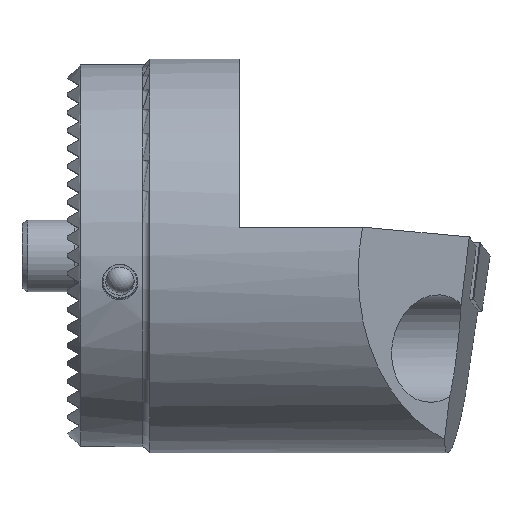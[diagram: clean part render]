
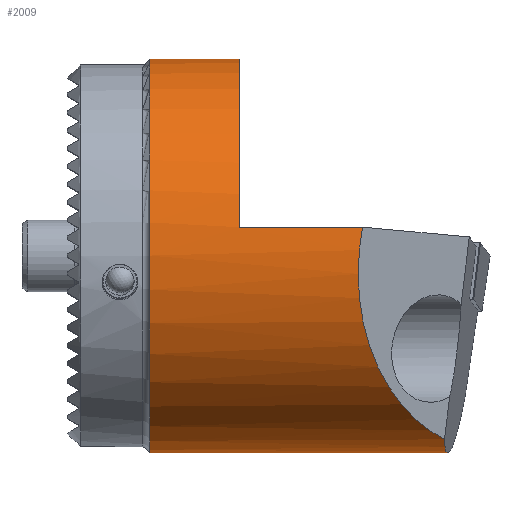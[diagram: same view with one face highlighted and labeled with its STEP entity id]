
A CAD part, top view. The second image highlights one B-rep face of the part: STEP entity #2009.
In plain terms, the highlighted cylindrical face has radius 16.5 mm (diameter 33 mm), a partial arc.
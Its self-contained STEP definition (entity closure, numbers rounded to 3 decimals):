
#56 = VECTOR ( 'NONE', #12535, 1000. ) ;
#551 = CARTESIAN_POINT ( 'NONE',  ( 6.492, 9.464, -13.516 ) ) ;
#648 = CARTESIAN_POINT ( 'NONE',  ( 13.164, 16.072, -3.755 ) ) ;
#692 = DIRECTION ( 'NONE',  ( -1., 0., 0. ) ) ;
#785 = CARTESIAN_POINT ( 'NONE',  ( 31.186, -15.376, 5.986 ) ) ;
#952 = AXIS2_PLACEMENT_3D ( 'NONE', #4637, #12529, #6575 ) ;
#1026 = CIRCLE ( 'NONE', #9076, 16.5 ) ;
#1405 =( BOUNDED_CURVE ( )  B_SPLINE_CURVE ( 3, ( #11998, #2113, #2156, #10054 ),
 .UNSPECIFIED., .F., .F. ) 
 B_SPLINE_CURVE_WITH_KNOTS ( ( 4, 4 ),
 ( 2.905, 4.249 ),
 .UNSPECIFIED. ) 
 CURVE ( )  GEOMETRIC_REPRESENTATION_ITEM ( )  RATIONAL_B_SPLINE_CURVE ( ( 1., 0.855, 0.855, 1. ) ) 
 REPRESENTATION_ITEM ( '' )  );
#1530 = CARTESIAN_POINT ( 'NONE',  ( -0.6, -16.5, 0. ) ) ;
#1552 = VERTEX_POINT ( 'NONE', #2692 ) ;
#1560 = VERTEX_POINT ( 'NONE', #7779 ) ;
#1587 = CARTESIAN_POINT ( 'NONE',  ( -0.6, 2.379, 16.328 ) ) ;
#1677 = ORIENTED_EDGE ( 'NONE', *, *, #7900, .T. ) ;
#1748 = CARTESIAN_POINT ( 'NONE',  ( 12.159, 15.007, -6.872 ) ) ;
#2009 = ADVANCED_FACE ( 'NONE', ( #11425 ), #11735, .T. ) ;
#2057 = VERTEX_POINT ( 'NONE', #551 ) ;
#2058 = CARTESIAN_POINT ( 'NONE',  ( 14., 2.379, 16.328 ) ) ;
#2113 = CARTESIAN_POINT ( 'NONE',  ( 22.839, -5.548, 17.483 ) ) ;
#2135 = EDGE_CURVE ( 'NONE', #1560, #12527, #8459, .T. ) ;
#2156 = CARTESIAN_POINT ( 'NONE',  ( 25.513, -12.47, 13.451 ) ) ;
#2230 = VERTEX_POINT ( 'NONE', #4992 ) ;
#2626 = DIRECTION ( 'NONE',  ( 0., 0., -1. ) ) ;
#2684 = CARTESIAN_POINT ( 'NONE',  ( 12.653, 15.774, -4.907 ) ) ;
#2692 = CARTESIAN_POINT ( 'NONE',  ( 12., 11.501, -11.831 ) ) ;
#2729 = CARTESIAN_POINT ( 'NONE',  ( 13.915, 16.489, -0.999 ) ) ;
#2732 = CARTESIAN_POINT ( 'NONE',  ( 12.098, 14.82, -7.266 ) ) ;
#2771 = CARTESIAN_POINT ( 'NONE',  ( 12., 13.963, -8.791 ) ) ;
#3066 = AXIS2_PLACEMENT_3D ( 'NONE', #11492, #8526, #2626 ) ;
#3132 = CARTESIAN_POINT ( 'NONE',  ( 11.861, 9.464, -13.516 ) ) ;
#3785 = VERTEX_POINT ( 'NONE', #10701 ) ;
#3864 = DIRECTION ( 'NONE',  ( -1., 0., 0. ) ) ;
#4084 = CIRCLE ( 'NONE', #6108, 16.5 ) ;
#4161 = ORIENTED_EDGE ( 'NONE', *, *, #7185, .T. ) ;
#4183 = VECTOR ( 'NONE', #11143, 1000. ) ;
#4308 = CARTESIAN_POINT ( 'NONE',  ( 12., 13.963, -8.791 ) ) ;
#4331 = LINE ( 'NONE', #4499, #4183 ) ;
#4499 = CARTESIAN_POINT ( 'NONE',  ( -0.6, 9.464, -13.516 ) ) ;
#4637 = CARTESIAN_POINT ( 'NONE',  ( 12., 0., 0. ) ) ;
#4707 = LINE ( 'NONE', #1530, #56 ) ;
#4721 = CARTESIAN_POINT ( 'NONE',  ( 13.559, 16.299, -2.597 ) ) ;
#4992 = CARTESIAN_POINT ( 'NONE',  ( 6.492, -16.5, 0. ) ) ;
#5339 = EDGE_CURVE ( 'NONE', #1560, #6971, #1405, .T. ) ;
#5460 = CARTESIAN_POINT ( 'NONE',  ( 14., 16.52, -0.184 ) ) ;
#5526 = EDGE_CURVE ( 'NONE', #11787, #1552, #10430, .T. ) ;
#5535 = CARTESIAN_POINT ( 'NONE',  ( 13., 15.976, -4.124 ) ) ;
#5583 = CARTESIAN_POINT ( 'NONE',  ( 14., 0., 0. ) ) ;
#5670 = CARTESIAN_POINT ( 'NONE',  ( 13., 15.976, -4.124 ) ) ;
#5712 = CARTESIAN_POINT ( 'NONE',  ( 13.308, 16.156, -3.375 ) ) ;
#5761 = CARTESIAN_POINT ( 'NONE',  ( 31.214, -16.121, 4.072 ) ) ;
#5948 = CARTESIAN_POINT ( 'NONE',  ( 12., 10.865, -12.449 ) ) ;
#5997 = ORIENTED_EDGE ( 'NONE', *, *, #5526, .T. ) ;
#6108 = AXIS2_PLACEMENT_3D ( 'NONE', #9158, #8047, #8098 ) ;
#6118 = ORIENTED_EDGE ( 'NONE', *, *, #9625, .T. ) ;
#6575 = DIRECTION ( 'NONE',  ( 0., 0., 1. ) ) ;
#6711 = CARTESIAN_POINT ( 'NONE',  ( 12.019, 14.415, -8.04 ) ) ;
#6794 = CARTESIAN_POINT ( 'NONE',  ( 31.292, -16.5, 2.054 ) ) ;
#6815 = CARTESIAN_POINT ( 'NONE',  ( 11.946, 10.186, -13.01 ) ) ;
#6884 = ORIENTED_EDGE ( 'NONE', *, *, #9544, .F. ) ;
#6971 = VERTEX_POINT ( 'NONE', #10171 ) ;
#7141 = ORIENTED_EDGE ( 'NONE', *, *, #11174, .F. ) ;
#7185 = EDGE_CURVE ( 'NONE', #3785, #12004, #8977, .T. ) ;
#7226 = EDGE_CURVE ( 'NONE', #12527, #3785, #1026, .T. ) ;
#7265 = ORIENTED_EDGE ( 'NONE', *, *, #8035, .T. ) ;
#7323 = ORIENTED_EDGE ( 'NONE', *, *, #5339, .F. ) ;
#7366 = ORIENTED_EDGE ( 'NONE', *, *, #2135, .T. ) ;
#7523 = VECTOR ( 'NONE', #3864, 1000. ) ;
#7676 = CARTESIAN_POINT ( 'NONE',  ( 13.664, 16.358, -2.199 ) ) ;
#7679 = CARTESIAN_POINT ( 'NONE',  ( 12.405, 15.51, -5.694 ) ) ;
#7779 = CARTESIAN_POINT ( 'NONE',  ( 24.327, 2.379, 16.328 ) ) ;
#7833 = CARTESIAN_POINT ( 'NONE',  ( 13., 15.976, -4.124 ) ) ;
#7900 = EDGE_CURVE ( 'NONE', #2057, #2230, #4084, .T. ) ;
#8035 = EDGE_CURVE ( 'NONE', #2230, #8690, #4707, .T. ) ;
#8047 = DIRECTION ( 'NONE',  ( 1., 0., 0. ) ) ;
#8098 = DIRECTION ( 'NONE',  ( 0., 0., 1. ) ) ;
#8216 = CARTESIAN_POINT ( 'NONE',  ( 31.417, -16.5, 0. ) ) ;
#8261 = ORIENTED_EDGE ( 'NONE', *, *, #9065, .T. ) ;
#8459 = LINE ( 'NONE', #1587, #7523 ) ;
#8526 = DIRECTION ( 'NONE',  ( 1., 0., 0. ) ) ;
#8662 = ORIENTED_EDGE ( 'NONE', *, *, #7226, .T. ) ;
#8690 = VERTEX_POINT ( 'NONE', #8216 ) ;
#8798 = CARTESIAN_POINT ( 'NONE',  ( 31.417, -16.5, 0. ) ) ;
#8882 = B_SPLINE_CURVE_WITH_KNOTS ( 'NONE', 3,
 ( #10906, #5948, #6815, #12798 ),
 .UNSPECIFIED., .F., .F.,
 ( 4, 4 ),
 ( 0., 0.003 ),
 .UNSPECIFIED. ) ;
#8977 = B_SPLINE_CURVE_WITH_KNOTS ( 'NONE', 3,
 ( #11411, #5460, #2729, #7676, #4721, #5712, #648, #5535 ),
 .UNSPECIFIED., .F., .F.,
 ( 4, 2, 2, 4 ),
 ( 0., 0.002, 0.004, 0.005 ),
 .UNSPECIFIED. ) ;
#9065 = EDGE_CURVE ( 'NONE', #1552, #9161, #8882, .T. ) ;
#9076 = AXIS2_PLACEMENT_3D ( 'NONE', #5583, #692, #9601 ) ;
#9158 = CARTESIAN_POINT ( 'NONE',  ( 6.492, 0., 0. ) ) ;
#9161 = VERTEX_POINT ( 'NONE', #3132 ) ;
#9544 = EDGE_CURVE ( 'NONE', #6971, #8690, #10204, .T. ) ;
#9585 = EDGE_LOOP ( 'NONE', ( #1677, #7265, #6884, #7323, #7366, #8662, #4161, #6118, #5997, #8261, #7141 ) ) ;
#9601 = DIRECTION ( 'NONE',  ( 0., 0., 1. ) ) ;
#9625 = EDGE_CURVE ( 'NONE', #12004, #11787, #10888, .T. ) ;
#9647 = CARTESIAN_POINT ( 'NONE',  ( 12., 14.197, -8.419 ) ) ;
#10054 = CARTESIAN_POINT ( 'NONE',  ( 31.186, -15.376, 5.986 ) ) ;
#10171 = CARTESIAN_POINT ( 'NONE',  ( 31.186, -15.376, 5.986 ) ) ;
#10204 =( BOUNDED_CURVE ( )  B_SPLINE_CURVE ( 3, ( #785, #5761, #6794, #8798 ),
 .UNSPECIFIED., .F., .F. ) 
 B_SPLINE_CURVE_WITH_KNOTS ( ( 4, 4 ),
 ( 3.243, 3.614 ),
 .UNSPECIFIED. ) 
 CURVE ( )  GEOMETRIC_REPRESENTATION_ITEM ( )  RATIONAL_B_SPLINE_CURVE ( ( 1., 0.989, 0.989, 1. ) ) 
 REPRESENTATION_ITEM ( '' )  );
#10430 = CIRCLE ( 'NONE', #952, 16.5 ) ;
#10701 = CARTESIAN_POINT ( 'NONE',  ( 14., 16.487, 0.647 ) ) ;
#10888 = B_SPLINE_CURVE_WITH_KNOTS ( 'NONE', 3,
 ( #5670, #2684, #7679, #1748, #2732, #6711, #9647, #2771 ),
 .UNSPECIFIED., .F., .F.,
 ( 4, 2, 2, 4 ),
 ( 0., 0.003, 0.004, 0.005 ),
 .UNSPECIFIED. ) ;
#10906 = CARTESIAN_POINT ( 'NONE',  ( 12., 11.501, -11.831 ) ) ;
#11143 = DIRECTION ( 'NONE',  ( 1., 0., 0. ) ) ;
#11174 = EDGE_CURVE ( 'NONE', #2057, #9161, #4331, .T. ) ;
#11411 = CARTESIAN_POINT ( 'NONE',  ( 14., 16.487, 0.647 ) ) ;
#11425 = FACE_OUTER_BOUND ( 'NONE', #9585, .T. ) ;
#11492 = CARTESIAN_POINT ( 'NONE',  ( -0.6, 0., 0. ) ) ;
#11735 = CYLINDRICAL_SURFACE ( 'NONE', #3066, 16.5 ) ;
#11787 = VERTEX_POINT ( 'NONE', #4308 ) ;
#11998 = CARTESIAN_POINT ( 'NONE',  ( 24.327, 2.379, 16.328 ) ) ;
#12004 = VERTEX_POINT ( 'NONE', #7833 ) ;
#12527 = VERTEX_POINT ( 'NONE', #2058 ) ;
#12529 = DIRECTION ( 'NONE',  ( -1., 0., 0. ) ) ;
#12535 = DIRECTION ( 'NONE',  ( 1., 0., 0. ) ) ;
#12798 = CARTESIAN_POINT ( 'NONE',  ( 11.861, 9.464, -13.516 ) ) ;
